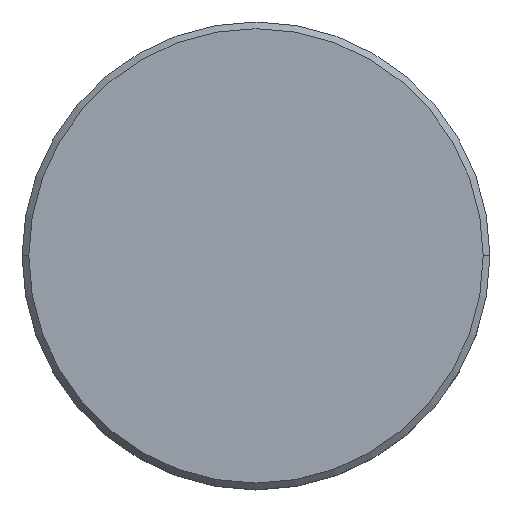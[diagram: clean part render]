
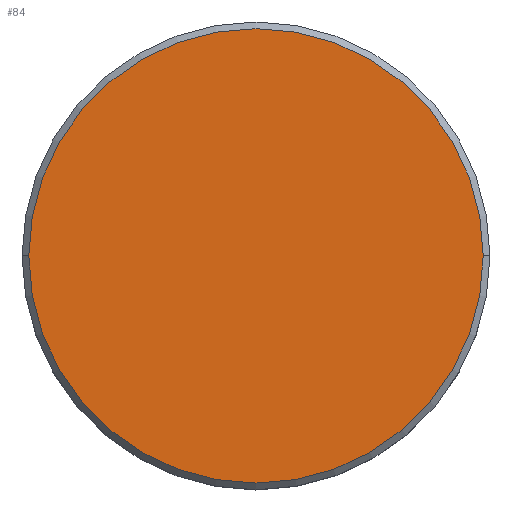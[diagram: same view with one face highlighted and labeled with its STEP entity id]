
A CAD part, top view. The second image highlights one B-rep face of the part: STEP entity #84.
In plain terms, the highlighted planar face has unit normal (0, 0, 1).
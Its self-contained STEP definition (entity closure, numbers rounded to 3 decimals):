
#20 = ORIENTED_EDGE ( 'NONE', *, *, #133, .T. ) ;
#34 = AXIS2_PLACEMENT_3D ( 'NONE', #125, #313, #488 ) ;
#84 = ADVANCED_FACE ( 'NONE', ( #499 ), #396, .T. ) ;
#109 = DIRECTION ( 'NONE',  ( 0., 0., 1. ) ) ;
#117 = AXIS2_PLACEMENT_3D ( 'NONE', #203, #109, #300 ) ;
#125 = CARTESIAN_POINT ( 'NONE',  ( 0., 0., 0. ) ) ;
#128 = DIRECTION ( 'NONE',  ( 0., 0., 1. ) ) ;
#133 = EDGE_CURVE ( 'NONE', #487, #178, #384, .T. ) ;
#162 = AXIS2_PLACEMENT_3D ( 'NONE', #589, #128, #362 ) ;
#178 = VERTEX_POINT ( 'NONE', #352 ) ;
#203 = CARTESIAN_POINT ( 'NONE',  ( 0., 0., 0. ) ) ;
#300 = DIRECTION ( 'NONE',  ( 1., 0., 0. ) ) ;
#313 = DIRECTION ( 'NONE',  ( 0., 0., 1. ) ) ;
#351 = EDGE_LOOP ( 'NONE', ( #482, #20 ) ) ;
#352 = CARTESIAN_POINT ( 'NONE',  ( -17., 0., 0. ) ) ;
#362 = DIRECTION ( 'NONE',  ( 1., 0., 0. ) ) ;
#384 = CIRCLE ( 'NONE', #117, 17. ) ;
#385 = EDGE_CURVE ( 'NONE', #178, #487, #403, .T. ) ;
#396 = PLANE ( 'NONE',  #162 ) ;
#403 = CIRCLE ( 'NONE', #34, 17. ) ;
#446 = CARTESIAN_POINT ( 'NONE',  ( 17., 0., 0. ) ) ;
#482 = ORIENTED_EDGE ( 'NONE', *, *, #385, .T. ) ;
#487 = VERTEX_POINT ( 'NONE', #446 ) ;
#488 = DIRECTION ( 'NONE',  ( 1., 0., 0. ) ) ;
#499 = FACE_OUTER_BOUND ( 'NONE', #351, .T. ) ;
#589 = CARTESIAN_POINT ( 'NONE',  ( 0., 0., 0. ) ) ;
